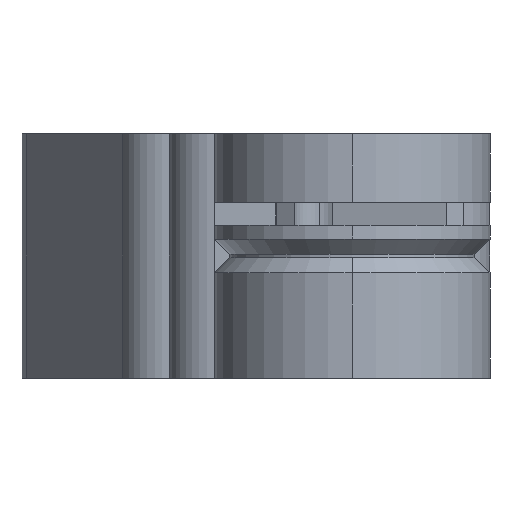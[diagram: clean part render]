
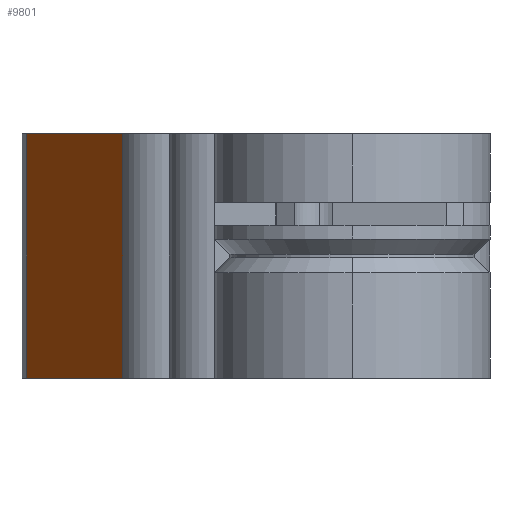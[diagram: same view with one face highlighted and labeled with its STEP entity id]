
A CAD part, front view. The second image highlights one B-rep face of the part: STEP entity #9801.
In plain terms, the highlighted face is planar.
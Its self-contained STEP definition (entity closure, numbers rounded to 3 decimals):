
#207 = DIRECTION ( 'NONE',  ( 0., 0.259, -0.966 ) ) ;
#550 = VERTEX_POINT ( 'NONE', #2829 ) ;
#707 = CARTESIAN_POINT ( 'NONE',  ( -51.871, 15.012, -72.459 ) ) ;
#746 = PLANE ( 'NONE',  #8246 ) ;
#758 = CARTESIAN_POINT ( 'NONE',  ( -51.871, 21.273, -95.824 ) ) ;
#872 = EDGE_CURVE ( 'NONE', #550, #1325, #6950, .T. ) ;
#1134 = VECTOR ( 'NONE', #1555, 1000. ) ;
#1325 = VERTEX_POINT ( 'NONE', #3870 ) ;
#1536 = DIRECTION ( 'NONE',  ( 0., -0.259, 0.966 ) ) ;
#1555 = DIRECTION ( 'NONE',  ( 0., -0.259, 0.966 ) ) ;
#1670 = CARTESIAN_POINT ( 'NONE',  ( 8., 15.012, -72.459 ) ) ;
#2829 = CARTESIAN_POINT ( 'NONE',  ( -8., 15.012, -72.459 ) ) ;
#2868 = CARTESIAN_POINT ( 'NONE',  ( -51.871, 15.012, -72.459 ) ) ;
#3822 = CARTESIAN_POINT ( 'NONE',  ( 8., 21.273, -95.824 ) ) ;
#3870 = CARTESIAN_POINT ( 'NONE',  ( -8., 21.273, -95.824 ) ) ;
#4047 = VECTOR ( 'NONE', #4441, 1000. ) ;
#4429 = ORIENTED_EDGE ( 'NONE', *, *, #5466, .T. ) ;
#4441 = DIRECTION ( 'NONE',  ( 1., 0., 0. ) ) ;
#4771 = CARTESIAN_POINT ( 'NONE',  ( -8., 15.012, -72.459 ) ) ;
#4805 = ORIENTED_EDGE ( 'NONE', *, *, #9205, .F. ) ;
#5343 = DIRECTION ( 'NONE',  ( 1., 0., 0. ) ) ;
#5466 = EDGE_CURVE ( 'NONE', #550, #9291, #6274, .T. ) ;
#5814 = VECTOR ( 'NONE', #5343, 1000. ) ;
#6057 = DIRECTION ( 'NONE',  ( 0., 0.966, 0.259 ) ) ;
#6154 = FACE_OUTER_BOUND ( 'NONE', #7336, .T. ) ;
#6274 = LINE ( 'NONE', #2868, #4047 ) ;
#6851 = CARTESIAN_POINT ( 'NONE',  ( 8., 15.012, -72.459 ) ) ;
#6950 = LINE ( 'NONE', #4771, #8961 ) ;
#7336 = EDGE_LOOP ( 'NONE', ( #9285, #4429, #7606, #4805 ) ) ;
#7606 = ORIENTED_EDGE ( 'NONE', *, *, #8601, .F. ) ;
#8236 = VERTEX_POINT ( 'NONE', #3822 ) ;
#8246 = AXIS2_PLACEMENT_3D ( 'NONE', #707, #6057, #1536 ) ;
#8601 = EDGE_CURVE ( 'NONE', #8236, #9291, #8963, .T. ) ;
#8961 = VECTOR ( 'NONE', #207, 1000. ) ;
#8963 = LINE ( 'NONE', #6851, #1134 ) ;
#9205 = EDGE_CURVE ( 'NONE', #1325, #8236, #9600, .T. ) ;
#9285 = ORIENTED_EDGE ( 'NONE', *, *, #872, .F. ) ;
#9291 = VERTEX_POINT ( 'NONE', #1670 ) ;
#9600 = LINE ( 'NONE', #758, #5814 ) ;
#9801 = ADVANCED_FACE ( 'NONE', ( #6154 ), #746, .T. ) ;
